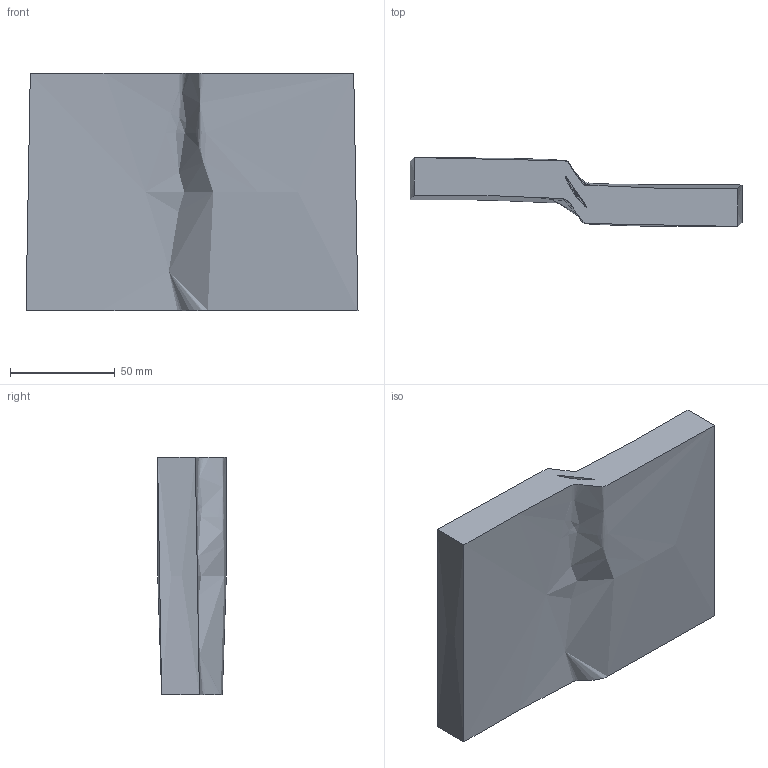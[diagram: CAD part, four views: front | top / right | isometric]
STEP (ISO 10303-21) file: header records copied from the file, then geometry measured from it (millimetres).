
FILE_DESCRIPTION(('Open CASCADE Model'),'2;1');
FILE_NAME('Open CASCADE Shape Model','2023-10-02T23:11:22',('Author'),( 'Open CASCADE'),'Open CASCADE STEP processor 7.7','Open CASCADE 7.7' ,'Unknown');
FILE_SCHEMA(('AUTOMOTIVE_DESIGN { 1 0 10303 214 1 1 1 1 }'));
Length unit declared in the file: millimetre
Products named in the file (1): Open CASCADE STEP translator 7.7 1
Bounding box: 158.28 x 32.83 x 113.1 mm (x, y, z)
Volume: 316206 mm3; surface area: 50077 mm2
Topology: 1 solids, 1 shells, 8 faces, 18 edges, 12 vertices
Faces by surface type: bspline 6, plane 2
Entity records: 11918 total; most frequent: CARTESIAN_POINT 11613, ORIENTED_EDGE 36, B_SPLINE_CURVE_WITH_KNOTS 36, PCURVE 36, DEFINITIONAL_REPRESENTATION 36, DIRECTION 24, EDGE_CURVE 18, SURFACE_CURVE 18
